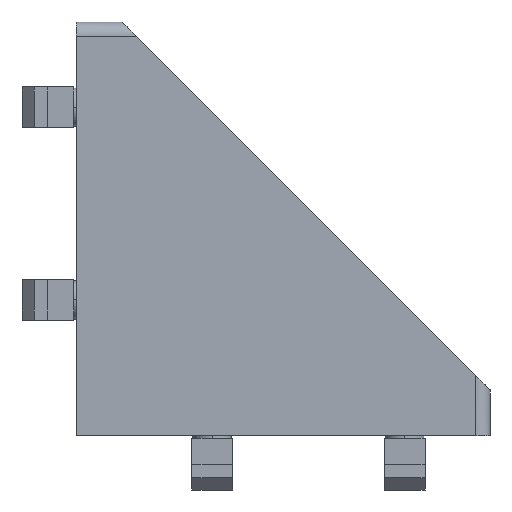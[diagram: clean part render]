
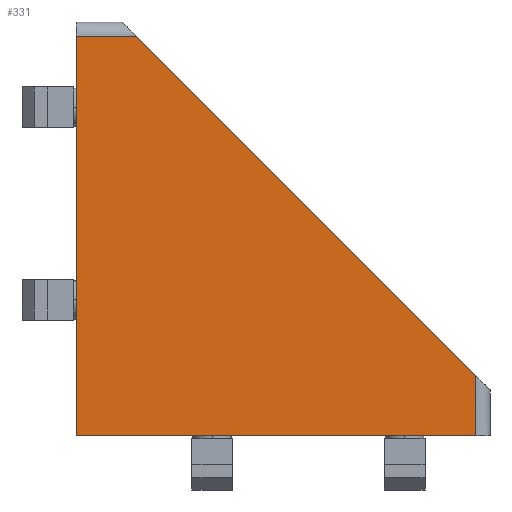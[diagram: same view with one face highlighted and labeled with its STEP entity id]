
A CAD part, left-side view. The second image highlights one B-rep face of the part: STEP entity #331.
In plain terms, the highlighted planar face has unit normal (-1, 0, 0).
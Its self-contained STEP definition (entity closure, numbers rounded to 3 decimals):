
#331=ADVANCED_FACE('1274',(#938),#939,.T.);
#938=FACE_OUTER_BOUND('',#1826,.T.);
#939=PLANE('',#1827);
#1826=EDGE_LOOP('',(#2881,#2882,#2883,#2884,#2885));
#1827=AXIS2_PLACEMENT_3D('',#2886,#2887,#2888);
#2881=ORIENTED_EDGE('',*,*,#5318,.T.);
#2882=ORIENTED_EDGE('',*,*,#5420,.T.);
#2883=ORIENTED_EDGE('',*,*,#5289,.T.);
#2884=ORIENTED_EDGE('',*,*,#5270,.T.);
#2885=ORIENTED_EDGE('',*,*,#5418,.T.);
#2886=CARTESIAN_POINT('',(-44.0,0.0,0.0));
#2887=DIRECTION('',(-1.0,0.0,0.0));
#2888=DIRECTION('',(0.0,-1.0,0.0));
#5270=EDGE_CURVE('1715',#6302,#6300,#6303,.T.);
#5289=EDGE_CURVE('1714',#6338,#6302,#6339,.T.);
#5318=EDGE_CURVE('12933',#6391,#6389,#6392,.T.);
#5418=EDGE_CURVE('1702',#6300,#6391,#6577,.T.);
#5420=EDGE_CURVE('1708',#6389,#6338,#6579,.T.);
#6300=VERTEX_POINT('',#7811);
#6302=VERTEX_POINT('',#7813);
#6303=LINE('',#7814,#7815);
#6338=VERTEX_POINT('',#7867);
#6339=LINE('',#7868,#7869);
#6389=VERTEX_POINT('',#7949);
#6391=VERTEX_POINT('',#7960);
#6392=LINE('',#7961,#7962);
#6577=LINE('',#8216,#8217);
#6579=LINE('',#8219,#8220);
#7811=CARTESIAN_POINT('',(-44.0,-83.0,0.0));
#7813=CARTESIAN_POINT('',(-44.0,0.0,0.0));
#7814=CARTESIAN_POINT('',(-44.0,0.0,0.0));
#7815=VECTOR('',#10261,83.0);
#7867=CARTESIAN_POINT('',(-44.0,0.0,83.0));
#7868=CARTESIAN_POINT('',(-44.0,0.0,83.0));
#7869=VECTOR('',#10279,83.0);
#7949=CARTESIAN_POINT('',(-44.0,-12.5,83.0));
#7960=CARTESIAN_POINT('',(-44.0,-83.0,12.5));
#7961=CARTESIAN_POINT('',(-44.0,-83.0,12.5));
#7962=VECTOR('',#10307,99.702);
#8216=CARTESIAN_POINT('',(-44.0,-83.0,0.0));
#8217=VECTOR('',#10464,12.5);
#8219=CARTESIAN_POINT('',(-44.0,-12.5,83.0));
#8220=VECTOR('',#10465,12.5);
#10261=DIRECTION('',(0.0,-1.0,0.0));
#10279=DIRECTION('',(0.0,0.0,-1.0));
#10307=DIRECTION('',(0.0,0.707,0.707));
#10464=DIRECTION('',(0.0,0.0,1.0));
#10465=DIRECTION('',(0.0,1.0,0.0));
